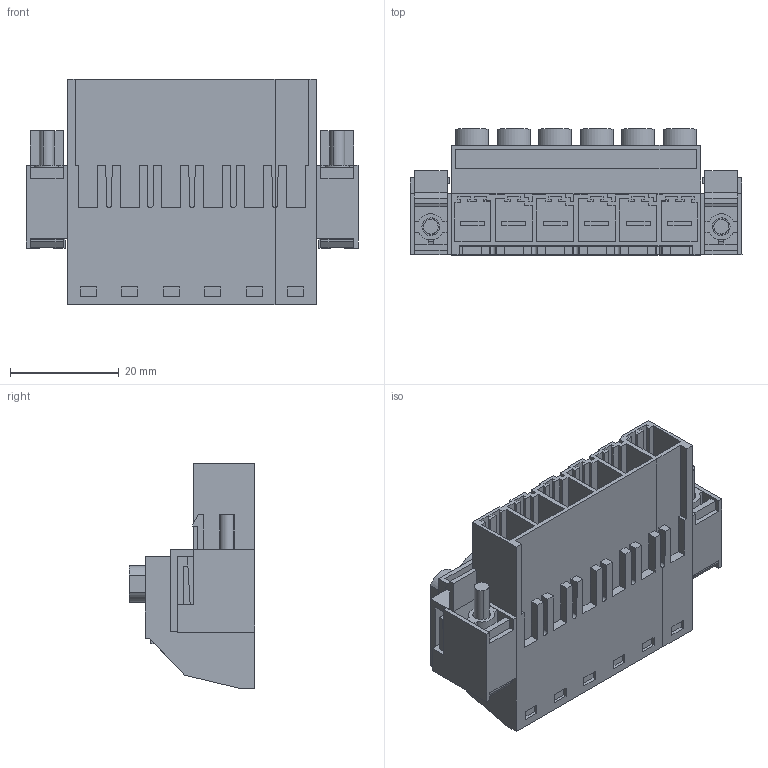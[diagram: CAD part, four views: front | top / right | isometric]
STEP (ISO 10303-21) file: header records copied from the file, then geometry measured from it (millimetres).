
FILE_DESCRIPTION(('CATIA V5 STEP Exchange','CAx-IF Rec.Pracs.--- Model Styling and Organization---1.4--- 2014-01-23'),'2;1');
FILE_NAME ('D1459490_1_1932220000_1932220000.stp','2023-02-01T15:01:54+00:00',('none'),('Weidmueller'),'CATIA Version 5-6 Release 2016 SP3 HF44','CATIA V5 STEP AP214','none');
FILE_SCHEMA(('AUTOMOTIVE_DESIGN { 1 0 10303 214 1 1 1 1 }'));
Length unit declared in the file: millimetre
Products named in the file (1): 1932220000
Bounding box: 60.96 x 23.1 x 41.45 mm (x, y, z)
Volume: 21431.8 mm3; surface area: 18713.3 mm2
Topology: 19 solids, 19 shells, 713 faces, 1943 edges, 1297 vertices
Faces by surface type: plane 653, cylinder 60
Entity records: 21363 total; most frequent: ORIENTED_EDGE 3886, CARTESIAN_POINT 3803, DIRECTION 2832, EDGE_CURVE 1943, VECTOR 1762, LINE 1762, VERTEX_POINT 1297, EDGE_LOOP 750
